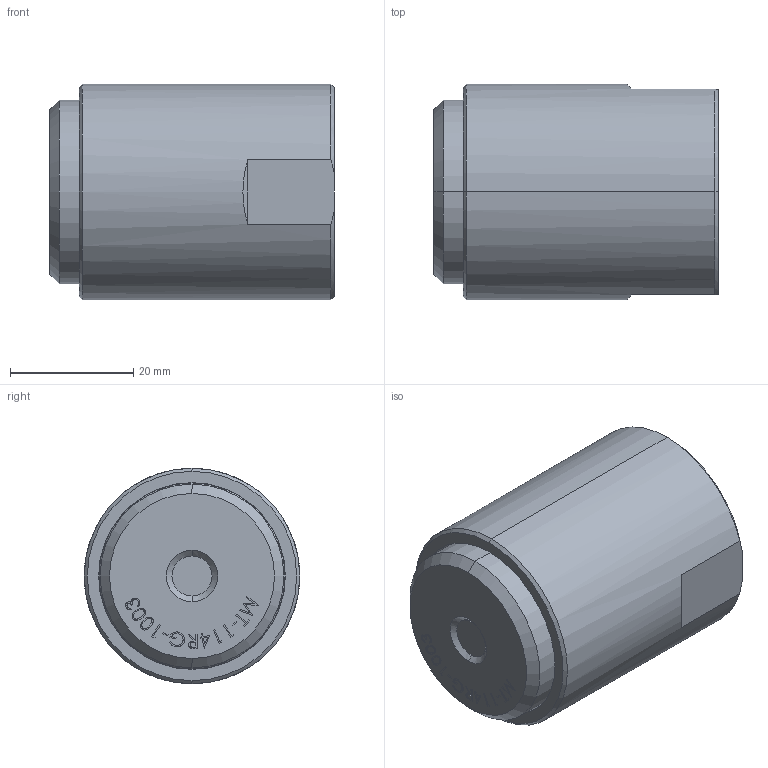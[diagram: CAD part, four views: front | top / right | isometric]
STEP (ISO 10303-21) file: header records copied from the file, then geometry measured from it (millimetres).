
FILE_DESCRIPTION (( 'STEP AP203' ), '1' );
FILE_NAME ('MT-114RG-1003.step', '2019-10-25T17:02:07', ( '' ), ( '' ), 'SwSTEP 2.0', 'SolidWorks 2020', '' );
FILE_SCHEMA (( 'CONFIG_CONTROL_DESIGN' ));
Length unit declared in the file: inch
Products named in the file (1): MT-114RG-1003
Bounding box: 46.04 x 34.93 x 34.93 mm (x, y, z)
Volume: 33864.5 mm3; surface area: 16220.4 mm2
Topology: 10 solids, 10 shells, 250 faces, 637 edges, 418 vertices
Faces by surface type: plane 113, bspline 49, cylinder 41, cone 29, sphere 12, torus 6
Entity records: 12277 total; most frequent: CARTESIAN_POINT 6712, ORIENTED_EDGE 1214, DIRECTION 963, EDGE_CURVE 607, VERTEX_POINT 400, VECTOR 355, LINE 355, AXIS2_PLACEMENT_3D 304
